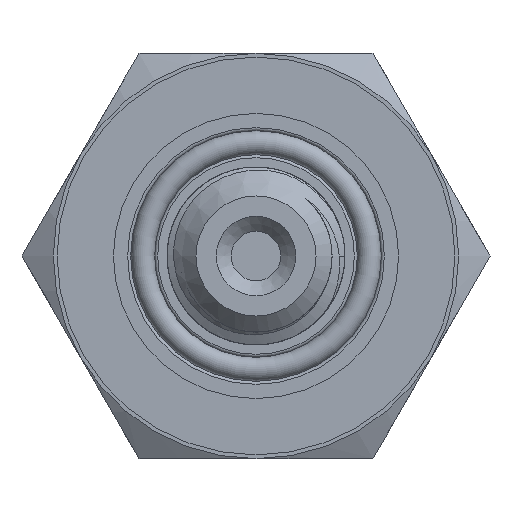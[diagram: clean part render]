
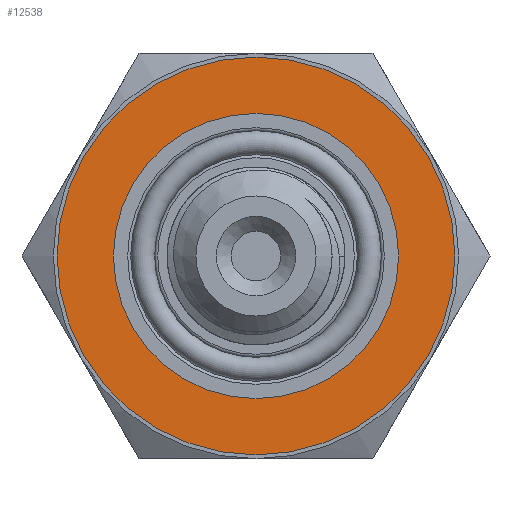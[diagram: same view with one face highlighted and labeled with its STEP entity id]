
A CAD part, left-side view. The second image highlights one B-rep face of the part: STEP entity #12538.
In plain terms, the highlighted planar face has unit normal (-1, 0, 0).
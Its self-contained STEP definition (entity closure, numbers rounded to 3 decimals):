
#505=FACE_BOUND('',#2250,.T.);
#707=PLANE('',#13340);
#1458=FACE_OUTER_BOUND('',#2249,.T.);
#2249=EDGE_LOOP('',(#11477));
#2250=EDGE_LOOP('',(#11478));
#2624=CIRCLE('',#13339,9.5);
#2625=CIRCLE('',#13341,13.25);
#6050=VERTEX_POINT('',#35188);
#6051=VERTEX_POINT('',#35192);
#7914=EDGE_CURVE('',#6050,#6050,#2624,.T.);
#7916=EDGE_CURVE('',#6051,#6051,#2625,.T.);
#11477=ORIENTED_EDGE('',*,*,#7916,.F.);
#11478=ORIENTED_EDGE('',*,*,#7914,.T.);
#12538=ADVANCED_FACE('',(#1458,#505),#707,.T.);
#13339=AXIS2_PLACEMENT_3D('',#35189,#15561,#15562);
#13340=AXIS2_PLACEMENT_3D('',#35191,#15564,#15565);
#13341=AXIS2_PLACEMENT_3D('',#35193,#15566,#15567);
#15561=DIRECTION('center_axis',(1.,0.,0.));
#15562=DIRECTION('ref_axis',(0.,0.,-1.));
#15564=DIRECTION('center_axis',(-1.,0.,0.));
#15565=DIRECTION('ref_axis',(0.,0.,1.));
#15566=DIRECTION('center_axis',(1.,0.,0.));
#15567=DIRECTION('ref_axis',(0.,0.,-1.));
#35188=CARTESIAN_POINT('',(-47.,-9.5,0.));
#35189=CARTESIAN_POINT('Origin',(-47.,0.,0.));
#35191=CARTESIAN_POINT('Origin',(-47.,13.25,0.));
#35192=CARTESIAN_POINT('',(-47.,-13.25,0.));
#35193=CARTESIAN_POINT('Origin',(-47.,0.,0.));
